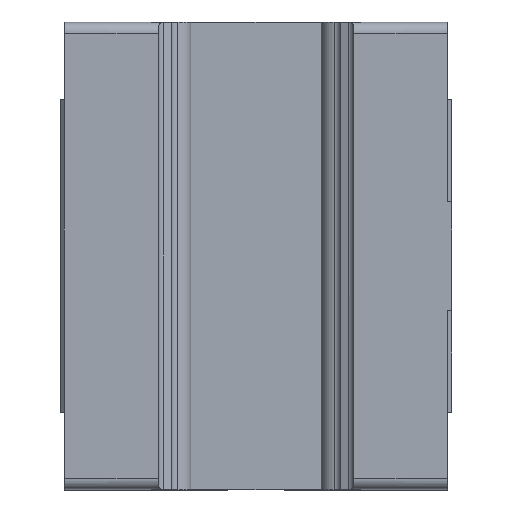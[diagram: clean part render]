
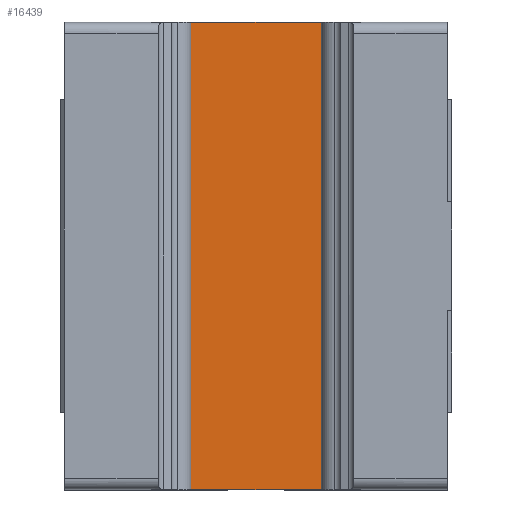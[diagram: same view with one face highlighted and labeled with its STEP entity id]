
A CAD part, front view. The second image highlights one B-rep face of the part: STEP entity #16439.
In plain terms, the highlighted planar face has unit normal (0, -1, 0).
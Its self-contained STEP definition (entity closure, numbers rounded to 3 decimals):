
#99 = EDGE_CURVE ( 'NONE', #13466, #13464, #14367, .T. ) ;
#357 = EDGE_CURVE ( 'NONE', #13295, #13301, #9494, .T. ) ;
#781 = EDGE_CURVE ( 'NONE', #13464, #13295, #13790, .T. ) ;
#782 = EDGE_CURVE ( 'NONE', #13466, #13301, #13789, .T. ) ;
#1191 = DIRECTION ( 'NONE',  ( 0., 0., 1. ) ) ;
#1192 = DIRECTION ( 'NONE',  ( 0., 1., 0. ) ) ;
#1201 = CARTESIAN_POINT ( 'NONE',  ( 8.834, 9., -9.5 ) ) ;
#1204 = PLANE ( 'NONE',  #6988 ) ;
#3539 = EDGE_LOOP ( 'NONE', ( #5626, #5628, #5630, #5632 ) ) ;
#4473 = DIRECTION ( 'NONE',  ( 1., 0., 0. ) ) ;
#4474 = CARTESIAN_POINT ( 'NONE',  ( -23.5, 9., 47.85 ) ) ;
#5626 = ORIENTED_EDGE ( 'NONE', *, *, #782, .T. ) ;
#5628 = ORIENTED_EDGE ( 'NONE', *, *, #357, .F. ) ;
#5630 = ORIENTED_EDGE ( 'NONE', *, *, #781, .F. ) ;
#5632 = ORIENTED_EDGE ( 'NONE', *, *, #99, .F. ) ;
#6988 = AXIS2_PLACEMENT_3D ( 'NONE', #1201, #1192, #1191 ) ;
#7258 = CARTESIAN_POINT ( 'NONE',  ( 8.834, 9., -9.45 ) ) ;
#7260 = CARTESIAN_POINT ( 'NONE',  ( -8.834, 9., -9.45 ) ) ;
#7437 = CARTESIAN_POINT ( 'NONE',  ( 8.834, 9., 47.85 ) ) ;
#7444 = CARTESIAN_POINT ( 'NONE',  ( -8.834, 9., 47.85 ) ) ;
#9494 = LINE ( 'NONE', #4474, #9496 ) ;
#9496 = VECTOR ( 'NONE', #4473, 1000. ) ;
#11704 = DIRECTION ( 'NONE',  ( 0., 0., 1. ) ) ;
#11706 = DIRECTION ( 'NONE',  ( 0., 0., 1. ) ) ;
#11707 = CARTESIAN_POINT ( 'NONE',  ( 8.834, 9., -9.5 ) ) ;
#11709 = CARTESIAN_POINT ( 'NONE',  ( -8.834, 9., -9.5 ) ) ;
#12668 = DIRECTION ( 'NONE',  ( -1., 0., 0. ) ) ;
#12669 = CARTESIAN_POINT ( 'NONE',  ( -23.5, 9., -9.45 ) ) ;
#13295 = VERTEX_POINT ( 'NONE', #7444 ) ;
#13301 = VERTEX_POINT ( 'NONE', #7437 ) ;
#13464 = VERTEX_POINT ( 'NONE', #7260 ) ;
#13466 = VERTEX_POINT ( 'NONE', #7258 ) ;
#13783 = VECTOR ( 'NONE', #11704, 1000. ) ;
#13787 = VECTOR ( 'NONE', #11706, 1000. ) ;
#13789 = LINE ( 'NONE', #11707, #13783 ) ;
#13790 = LINE ( 'NONE', #11709, #13787 ) ;
#14131 = FACE_OUTER_BOUND ( 'NONE', #3539, .T. ) ;
#14367 = LINE ( 'NONE', #12669, #14380 ) ;
#14380 = VECTOR ( 'NONE', #12668, 1000. ) ;
#16439 = ADVANCED_FACE ( 'NONE', ( #14131 ), #1204, .F. ) ;
